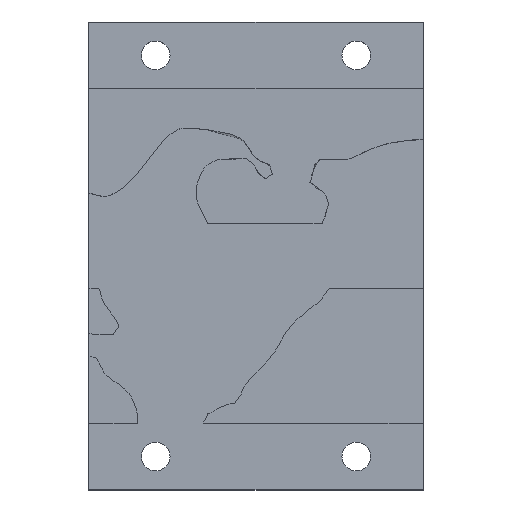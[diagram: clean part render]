
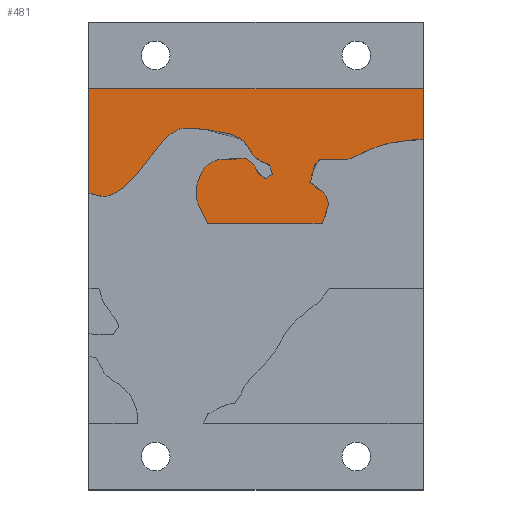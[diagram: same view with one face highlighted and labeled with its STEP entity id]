
A CAD part, top view. The second image highlights one B-rep face of the part: STEP entity #481.
In plain terms, the highlighted planar face has unit normal (0, 0, 1).
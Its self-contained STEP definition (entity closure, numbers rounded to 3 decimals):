
#40=B_SPLINE_CURVE_WITH_KNOTS('',3,(#798,#799,#800,#801,#802,#803,#804,
#805,#806,#807,#808,#809,#810,#811,#812,#813,#814,#815,#816,#817,#818,#819,
#820,#821,#822,#823,#824,#825,#826,#827,#828,#829,#830,#831,#832,#833,#834,
#835,#836,#837,#838,#839,#840,#841,#842,#843,#844,#845,#846,#847,#848,#849,
#850,#851,#852,#853,#854,#855,#856,#857),.UNSPECIFIED.,.F.,.F.,(4,1,1,1,
1,1,1,1,1,1,1,1,1,1,1,1,1,1,1,1,1,1,1,1,1,1,1,1,1,1,1,1,1,1,1,1,1,1,1,1,
1,1,1,1,1,1,1,1,1,1,1,1,1,1,1,1,1,4),(0.,0.019,0.043,
0.063,0.087,0.11,0.125,
0.145,0.171,0.187,0.2,
0.221,0.252,0.268,0.276,
0.29,0.304,0.314,0.324,
0.333,0.339,0.345,0.351,
0.356,0.361,0.367,0.373,
0.378,0.384,0.394,0.403,
0.413,0.429,0.448,0.461,
0.476,0.491,0.504,0.519,
0.533,0.557,0.588,0.611,
0.645,0.668,0.684,0.7,0.718,
0.745,0.778,0.808,0.837,
0.88,0.905,0.929,0.949,
0.977,1.),.UNSPECIFIED.);
#41=B_SPLINE_CURVE_WITH_KNOTS('',3,(#861,#862,#863,#864,#865,#866,#867,
#868,#869,#870,#871,#872,#873,#874,#875,#876,#877,#878,#879,#880,#881,#882,
#883,#884,#885,#886,#887,#888,#889,#890,#891,#892),.UNSPECIFIED.,.F.,.F.,
(4,1,1,1,1,1,1,1,1,1,1,1,1,1,1,1,1,1,1,1,1,1,1,1,1,1,1,1,1,4),(0.,0.048,
0.114,0.19,0.253,0.312,
0.367,0.422,0.47,0.508,
0.571,0.578,0.599,0.62,
0.624,0.644,0.672,0.705,
0.72,0.726,0.733,0.75,
0.786,0.824,0.84,0.871,
0.883,0.909,0.948,1.),.UNSPECIFIED.);
#86=ORIENTED_EDGE('',*,*,#211,.F.);
#87=ORIENTED_EDGE('',*,*,#212,.F.);
#88=ORIENTED_EDGE('',*,*,#213,.F.);
#89=ORIENTED_EDGE('',*,*,#214,.T.);
#90=ORIENTED_EDGE('',*,*,#215,.T.);
#91=ORIENTED_EDGE('',*,*,#191,.F.);
#191=EDGE_CURVE('',#255,#256,#299,.T.);
#211=EDGE_CURVE('',#272,#255,#40,.T.);
#212=EDGE_CURVE('',#273,#272,#313,.T.);
#213=EDGE_CURVE('',#274,#273,#41,.T.);
#214=EDGE_CURVE('',#274,#275,#314,.T.);
#215=EDGE_CURVE('',#275,#256,#315,.T.);
#255=VERTEX_POINT('',#756);
#256=VERTEX_POINT('',#758);
#272=VERTEX_POINT('',#858);
#273=VERTEX_POINT('',#860);
#274=VERTEX_POINT('',#893);
#275=VERTEX_POINT('',#895);
#299=LINE('',#757,#346);
#313=LINE('',#859,#360);
#314=LINE('',#894,#361);
#315=LINE('',#896,#362);
#346=VECTOR('',#561,1000.);
#360=VECTOR('',#597,1000.);
#361=VECTOR('',#598,1000.);
#362=VECTOR('',#599,1000.);
#394=EDGE_LOOP('',(#86,#87,#88,#89,#90,#91));
#431=FACE_BOUND('',#394,.T.);
#462=PLANE('',#525);
#481=ADVANCED_FACE('',(#431),#462,.T.);
#525=AXIS2_PLACEMENT_3D('',#797,#595,#596);
#561=DIRECTION('',(0.,1.,0.));
#595=DIRECTION('',(0.,0.,1.));
#596=DIRECTION('',(1.,0.,0.));
#597=DIRECTION('',(-1.,0.,0.));
#598=DIRECTION('',(0.,1.,0.));
#599=DIRECTION('',(-1.,0.,0.));
#756=CARTESIAN_POINT('',(0.,9.415,4.));
#757=CARTESIAN_POINT('',(0.,-25.,4.));
#758=CARTESIAN_POINT('',(0.,25.,4.));
#797=CARTESIAN_POINT('',(50.,-25.,4.));
#798=CARTESIAN_POINT('',(17.792,4.874,4.));
#799=CARTESIAN_POINT('',(17.618,5.22,4.));
#800=CARTESIAN_POINT('',(17.276,5.873,4.));
#801=CARTESIAN_POINT('',(16.86,7.,4.));
#802=CARTESIAN_POINT('',(16.11,8.055,4.));
#803=CARTESIAN_POINT('',(16.131,9.347,4.));
#804=CARTESIAN_POINT('',(16.113,10.493,4.));
#805=CARTESIAN_POINT('',(16.441,11.534,4.));
#806=CARTESIAN_POINT('',(16.892,12.568,4.));
#807=CARTESIAN_POINT('',(17.519,13.595,4.));
#808=CARTESIAN_POINT('',(18.472,14.009,4.));
#809=CARTESIAN_POINT('',(19.285,14.445,4.));
#810=CARTESIAN_POINT('',(20.533,14.441,4.));
#811=CARTESIAN_POINT('',(21.784,14.407,4.));
#812=CARTESIAN_POINT('',(22.784,14.615,4.));
#813=CARTESIAN_POINT('',(23.516,14.632,4.));
#814=CARTESIAN_POINT('',(24.027,14.117,4.));
#815=CARTESIAN_POINT('',(24.66,13.777,4.));
#816=CARTESIAN_POINT('',(24.907,13.171,4.));
#817=CARTESIAN_POINT('',(25.075,12.684,4.));
#818=CARTESIAN_POINT('',(25.319,12.258,4.));
#819=CARTESIAN_POINT('',(25.689,12.096,4.));
#820=CARTESIAN_POINT('',(25.922,11.845,4.));
#821=CARTESIAN_POINT('',(26.21,11.738,4.));
#822=CARTESIAN_POINT('',(26.436,11.395,4.));
#823=CARTESIAN_POINT('',(26.656,11.75,4.));
#824=CARTESIAN_POINT('',(26.944,11.86,4.));
#825=CARTESIAN_POINT('',(27.157,12.074,4.));
#826=CARTESIAN_POINT('',(27.545,12.196,4.));
#827=CARTESIAN_POINT('',(27.271,12.628,4.));
#828=CARTESIAN_POINT('',(27.25,13.042,4.));
#829=CARTESIAN_POINT('',(27.105,13.629,4.));
#830=CARTESIAN_POINT('',(26.416,13.817,4.));
#831=CARTESIAN_POINT('',(25.7,14.194,4.));
#832=CARTESIAN_POINT('',(24.887,14.641,4.));
#833=CARTESIAN_POINT('',(24.372,15.364,4.));
#834=CARTESIAN_POINT('',(23.939,16.038,4.));
#835=CARTESIAN_POINT('',(23.538,16.715,4.));
#836=CARTESIAN_POINT('',(23.101,17.413,4.));
#837=CARTESIAN_POINT('',(22.347,17.7,4.));
#838=CARTESIAN_POINT('',(21.496,18.176,4.));
#839=CARTESIAN_POINT('',(20.237,18.449,4.));
#840=CARTESIAN_POINT('',(18.829,18.717,4.));
#841=CARTESIAN_POINT('',(17.212,18.996,4.));
#842=CARTESIAN_POINT('',(15.731,19.086,4.));
#843=CARTESIAN_POINT('',(14.37,19.177,4.));
#844=CARTESIAN_POINT('',(13.349,18.966,4.));
#845=CARTESIAN_POINT('',(12.574,18.44,4.));
#846=CARTESIAN_POINT('',(11.613,17.828,4.));
#847=CARTESIAN_POINT('',(10.693,16.69,4.));
#848=CARTESIAN_POINT('',(9.69,15.354,4.));
#849=CARTESIAN_POINT('',(8.621,14.022,4.));
#850=CARTESIAN_POINT('',(7.542,12.469,4.));
#851=CARTESIAN_POINT('',(6.279,11.178,4.));
#852=CARTESIAN_POINT('',(5.006,10.052,4.));
#853=CARTESIAN_POINT('',(3.898,9.393,4.));
#854=CARTESIAN_POINT('',(2.671,8.798,4.));
#855=CARTESIAN_POINT('',(1.273,9.02,4.));
#856=CARTESIAN_POINT('',(0.445,9.262,4.));
#857=CARTESIAN_POINT('',(0.,9.415,4.));
#858=CARTESIAN_POINT('',(17.792,4.874,4.));
#859=CARTESIAN_POINT('',(17.792,4.874,4.));
#860=CARTESIAN_POINT('',(34.875,4.874,4.));
#861=CARTESIAN_POINT('',(50.,17.369,4.));
#862=CARTESIAN_POINT('',(49.453,17.386,4.));
#863=CARTESIAN_POINT('',(48.485,17.42,4.));
#864=CARTESIAN_POINT('',(46.738,17.147,4.));
#865=CARTESIAN_POINT('',(44.908,16.899,4.));
#866=CARTESIAN_POINT('',(43.179,16.378,4.));
#867=CARTESIAN_POINT('',(41.682,15.792,4.));
#868=CARTESIAN_POINT('',(40.313,15.106,4.));
#869=CARTESIAN_POINT('',(39.015,14.441,4.));
#870=CARTESIAN_POINT('',(37.704,14.379,4.));
#871=CARTESIAN_POINT('',(36.354,14.474,4.));
#872=CARTESIAN_POINT('',(35.391,14.529,4.));
#873=CARTESIAN_POINT('',(34.549,14.477,4.));
#874=CARTESIAN_POINT('',(34.281,14.052,4.));
#875=CARTESIAN_POINT('',(33.915,13.849,4.));
#876=CARTESIAN_POINT('',(33.65,13.519,4.));
#877=CARTESIAN_POINT('',(33.742,12.993,4.));
#878=CARTESIAN_POINT('',(33.379,12.345,4.));
#879=CARTESIAN_POINT('',(33.262,11.633,4.));
#880=CARTESIAN_POINT('',(33.192,11.191,4.));
#881=CARTESIAN_POINT('',(32.982,10.934,4.));
#882=CARTESIAN_POINT('',(33.358,10.875,4.));
#883=CARTESIAN_POINT('',(33.677,10.47,4.));
#884=CARTESIAN_POINT('',(34.359,9.953,4.));
#885=CARTESIAN_POINT('',(35.073,9.534,4.));
#886=CARTESIAN_POINT('',(35.535,8.893,4.));
#887=CARTESIAN_POINT('',(35.649,8.368,4.));
#888=CARTESIAN_POINT('',(35.939,7.788,4.));
#889=CARTESIAN_POINT('',(35.574,7.107,4.));
#890=CARTESIAN_POINT('',(35.439,6.051,4.));
#891=CARTESIAN_POINT('',(35.089,5.349,4.));
#892=CARTESIAN_POINT('',(34.875,4.874,4.));
#893=CARTESIAN_POINT('',(50.,17.369,4.));
#894=CARTESIAN_POINT('',(50.,-25.,4.));
#895=CARTESIAN_POINT('',(50.,25.,4.));
#896=CARTESIAN_POINT('',(50.,25.,4.));
